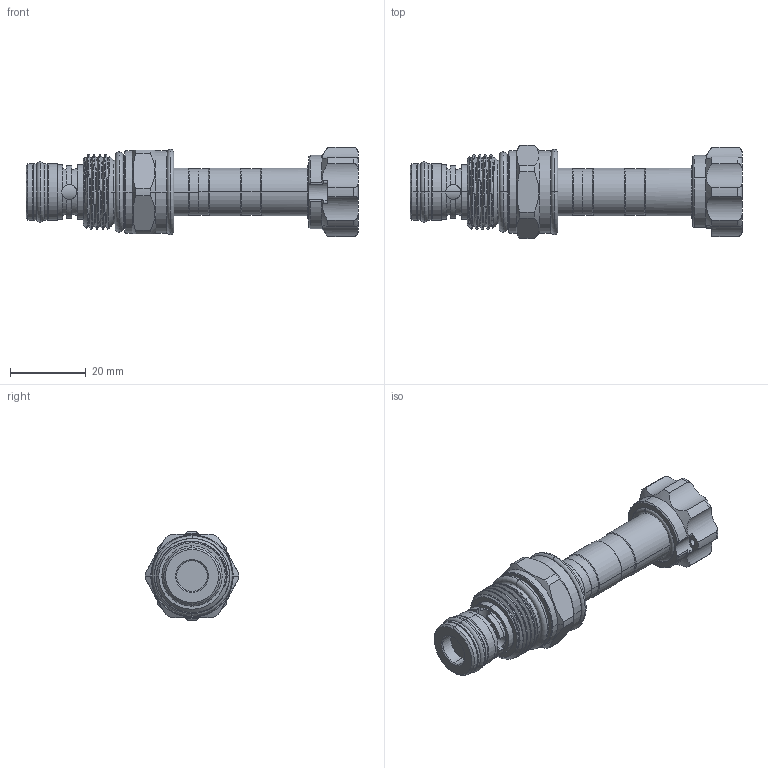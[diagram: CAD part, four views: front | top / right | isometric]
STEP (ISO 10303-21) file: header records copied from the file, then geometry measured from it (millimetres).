
FILE_DESCRIPTION (( 'STEP AP203' ), '1' );
FILE_NAME ('EP20M2A51N04.STEP', '2020-03-31T03:55:59', ( '' ), ( '' ), 'SwSTEP 2.0', 'SolidWorks 2018', '' );
FILE_SCHEMA (( 'CONFIG_CONTROL_DESIGN' ));
Length unit declared in the file: millimetre
Products named in the file (1): EP20M2A51N04
Bounding box: 87.95 x 24.65 x 23.79 mm (x, y, z)
Volume: 19207.4 mm3; surface area: 8256.6 mm2
Topology: 5 solids, 5 shells, 221 faces, 543 edges, 340 vertices
Faces by surface type: cylinder 107, torus 40, plane 38, cone 31, bspline 5
Entity records: 8620 total; most frequent: CARTESIAN_POINT 3381, DIRECTION 1109, ORIENTED_EDGE 1086, EDGE_CURVE 543, AXIS2_PLACEMENT_3D 477, VERTEX_POINT 340, CIRCLE 260, EDGE_LOOP 239
